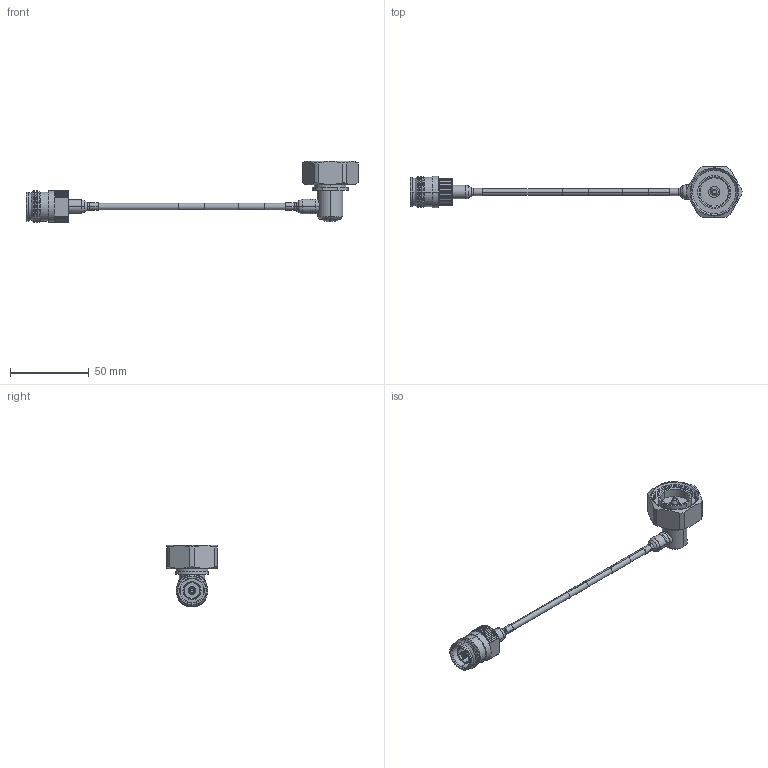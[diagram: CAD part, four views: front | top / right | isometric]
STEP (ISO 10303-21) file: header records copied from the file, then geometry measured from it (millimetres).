
FILE_DESCRIPTION (( 'STEP AP214' ), '1' );
FILE_NAME ('FMCA2481_3D.step', '2024-06-12T21:36:23', ( '' ), ( '' ), 'SwSTEP 2.0', 'SolidWorks 2022', '' );
FILE_SCHEMA (( 'AUTOMOTIVE_DESIGN' ));
Length unit declared in the file: inch
Products named in the file (6): TC-402-4310F-LP-PE; TC-402-716M-RA-LP-FM; FMCA2481_3D; TFT-5G-402^FMCA2481_LABEL PE+FM; TFT-402-MA1^FMCA2481; TFT-402-MA1^FMCA2481_1.5
Assembly tree (5 placements, depth 2):
  FMCA2481_3D
    TFT-5G-402^FMCA2481_LABEL PE+FM
    TFT-402-MA1^FMCA2481_1.5
    TFT-402-MA1^FMCA2481
    TC-402-716M-RA-LP-FM
    TC-402-4310F-LP-PE
Bounding box: 210.47 x 31.86 x 39.3 mm (x, y, z)
Volume: 23465.4 mm3; surface area: 15148.2 mm2
Topology: 9 solids, 9 shells, 557 faces, 1407 edges, 891 vertices
Faces by surface type: plane 190, cylinder 168, cone 139, torus 60
Entity records: 18331 total; most frequent: CARTESIAN_POINT 4577, DIRECTION 2829, ORIENTED_EDGE 2810, EDGE_CURVE 1405, AXIS2_PLACEMENT_3D 1143, VERTEX_POINT 891, EDGE_LOOP 592, CIRCLE 578
